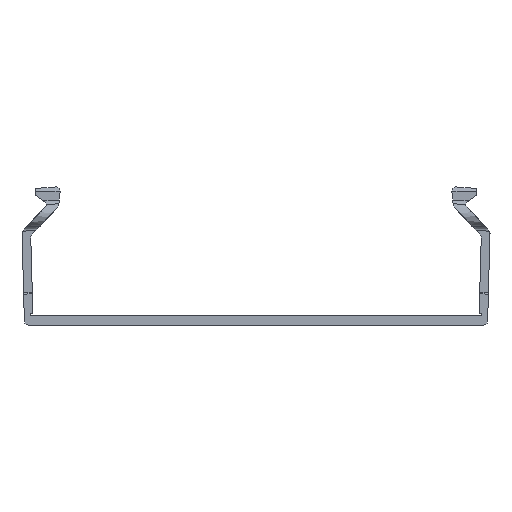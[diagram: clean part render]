
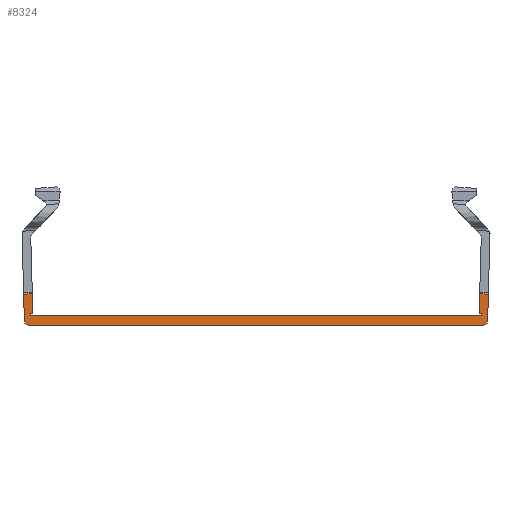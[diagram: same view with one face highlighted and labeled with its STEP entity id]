
A CAD part, left-side view. The second image highlights one B-rep face of the part: STEP entity #8324.
In plain terms, the highlighted planar face has unit normal (-1, 0, 0).
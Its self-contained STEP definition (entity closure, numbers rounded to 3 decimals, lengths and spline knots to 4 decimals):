
#8324=ADVANCED_FACE('',(#17498),#14183,.T.);
#14183=PLANE('',#120225);
#17498=FACE_OUTER_BOUND('',#23488,.T.);
#23488=EDGE_LOOP('',(#35422,#35423,#35424,#35425,#35426,#35427,#35428,#35429,
#35430,#35431,#35432,#35433,#35434,#35435));
#30210=CIRCLE('',#120223,0.03);
#30211=CIRCLE('',#120224,0.03);
#35422=ORIENTED_EDGE('',*,*,#80259,.F.);
#35423=ORIENTED_EDGE('',*,*,#83084,.T.);
#35424=ORIENTED_EDGE('',*,*,#80122,.T.);
#35425=ORIENTED_EDGE('',*,*,#83085,.F.);
#35426=ORIENTED_EDGE('',*,*,#83086,.T.);
#35427=ORIENTED_EDGE('',*,*,#83087,.F.);
#35428=ORIENTED_EDGE('',*,*,#81996,.F.);
#35429=ORIENTED_EDGE('',*,*,#83088,.T.);
#35430=ORIENTED_EDGE('',*,*,#81849,.T.);
#35431=ORIENTED_EDGE('',*,*,#83089,.F.);
#35432=ORIENTED_EDGE('',*,*,#83090,.T.);
#35433=ORIENTED_EDGE('',*,*,#83091,.F.);
#35434=ORIENTED_EDGE('',*,*,#83092,.F.);
#35435=ORIENTED_EDGE('',*,*,#83093,.T.);
#68142=VERTEX_POINT('',#166148);
#68143=VERTEX_POINT('',#166150);
#68275=VERTEX_POINT('',#166441);
#68276=VERTEX_POINT('',#166443);
#69738=VERTEX_POINT('',#170201);
#69739=VERTEX_POINT('',#170203);
#69881=VERTEX_POINT('',#170515);
#69882=VERTEX_POINT('',#170517);
#70846=VERTEX_POINT('',#173244);
#70847=VERTEX_POINT('',#173246);
#70848=VERTEX_POINT('',#173250);
#70849=VERTEX_POINT('',#173252);
#70850=VERTEX_POINT('',#173254);
#70851=VERTEX_POINT('',#173256);
#80122=EDGE_CURVE('',#68143,#68142,#97931,.T.);
#80259=EDGE_CURVE('',#68275,#68276,#98018,.T.);
#81849=EDGE_CURVE('',#69739,#69738,#98948,.T.);
#81996=EDGE_CURVE('',#69881,#69882,#99043,.T.);
#83084=EDGE_CURVE('',#68275,#68143,#99642,.T.);
#83085=EDGE_CURVE('',#70846,#68142,#30210,.T.);
#83086=EDGE_CURVE('',#70846,#70847,#99643,.T.);
#83087=EDGE_CURVE('',#69882,#70847,#30211,.T.);
#83088=EDGE_CURVE('',#69881,#69739,#99644,.T.);
#83089=EDGE_CURVE('',#70848,#69738,#99645,.T.);
#83090=EDGE_CURVE('',#70848,#70849,#99646,.T.);
#83091=EDGE_CURVE('',#70850,#70849,#99647,.T.);
#83092=EDGE_CURVE('',#70851,#70850,#99648,.T.);
#83093=EDGE_CURVE('',#70851,#68276,#99649,.T.);
#97931=LINE('',#166149,#108481);
#98018=LINE('',#166442,#108568);
#98948=LINE('',#170202,#109498);
#99043=LINE('',#170516,#109593);
#99642=LINE('',#173242,#110192);
#99643=LINE('',#173245,#110193);
#99644=LINE('',#173248,#110194);
#99645=LINE('',#173249,#110195);
#99646=LINE('',#173251,#110196);
#99647=LINE('',#173253,#110197);
#99648=LINE('',#173255,#110198);
#99649=LINE('',#173257,#110199);
#108481=VECTOR('',#131328,1.);
#108568=VECTOR('',#131521,1.);
#109498=VECTOR('',#133871,1.);
#109593=VECTOR('',#134078,1.);
#110192=VECTOR('',#135749,1.);
#110193=VECTOR('',#135752,1.);
#110194=VECTOR('',#135755,1.);
#110195=VECTOR('',#135756,1.);
#110196=VECTOR('',#135757,1.);
#110197=VECTOR('',#135758,1.);
#110198=VECTOR('',#135759,1.);
#110199=VECTOR('',#135760,1.);
#120223=AXIS2_PLACEMENT_3D('',#173243,#135750,#135751);
#120224=AXIS2_PLACEMENT_3D('',#173247,#135753,#135754);
#120225=AXIS2_PLACEMENT_3D('',#173258,#135761,#135762);
#131328=DIRECTION('',(0.,-0.027,-1.));
#131521=DIRECTION('',(0.,-0.027,-1.));
#133871=DIRECTION('',(0.,0.027,-1.));
#134078=DIRECTION('',(0.,0.027,-1.));
#135749=DIRECTION('',(0.,1.,-0.027));
#135750=DIRECTION('',(1.,0.,0.));
#135751=DIRECTION('',(0.,1.,0.));
#135752=DIRECTION('',(0.,-1.,0.));
#135753=DIRECTION('',(1.,0.,0.));
#135754=DIRECTION('',(0.,1.,0.));
#135755=DIRECTION('',(0.,1.,0.027));
#135756=DIRECTION('',(0.,0.995,-0.1));
#135757=DIRECTION('',(0.,0.027,-1.));
#135758=DIRECTION('',(0.,-1.,0.));
#135759=DIRECTION('',(0.,-0.027,-1.));
#135760=DIRECTION('',(0.,-0.995,-0.1));
#135761=DIRECTION('',(-1.,0.,0.));
#135762=DIRECTION('',(0.,0.,1.));
#166148=CARTESIAN_POINT('',(4.,1.6356,0.0292));
#166149=CARTESIAN_POINT('',(4.,1.6522,0.6457));
#166150=CARTESIAN_POINT('',(4.,1.6407,0.2187));
#166441=CARTESIAN_POINT('',(4.,1.5794,0.2204));
#166442=CARTESIAN_POINT('',(4.,1.59,0.6143));
#166443=CARTESIAN_POINT('',(4.,1.5757,0.0813));
#170201=CARTESIAN_POINT('',(4.,-1.5757,0.0813));
#170202=CARTESIAN_POINT('',(4.,-1.59,0.6143));
#170203=CARTESIAN_POINT('',(4.,-1.5794,0.2204));
#170515=CARTESIAN_POINT('',(4.,-1.6407,0.2187));
#170516=CARTESIAN_POINT('',(4.,-1.6522,0.6457));
#170517=CARTESIAN_POINT('',(4.,-1.6356,0.0292));
#173242=CARTESIAN_POINT('',(4.,-1.5684,0.3054));
#173243=CARTESIAN_POINT('',(4.,1.6056,0.03));
#173244=CARTESIAN_POINT('',(4.,1.6056,0.));
#173245=CARTESIAN_POINT('',(4.,1.6056,0.));
#173246=CARTESIAN_POINT('',(4.,-1.6056,0.));
#173247=CARTESIAN_POINT('',(4.,-1.6056,0.03));
#173248=CARTESIAN_POINT('',(4.,-1.5494,0.2212));
#173249=CARTESIAN_POINT('',(4.,-1.5902,0.0827));
#173250=CARTESIAN_POINT('',(4.,-1.5902,0.0827));
#173251=CARTESIAN_POINT('',(4.,-1.5902,0.0827));
#173252=CARTESIAN_POINT('',(4.,-1.5897,0.065));
#173253=CARTESIAN_POINT('',(4.,1.5897,0.065));
#173254=CARTESIAN_POINT('',(4.,1.5897,0.065));
#173255=CARTESIAN_POINT('',(4.,1.5902,0.0827));
#173256=CARTESIAN_POINT('',(4.,1.5902,0.0827));
#173257=CARTESIAN_POINT('',(4.,1.5902,0.0827));
#173258=CARTESIAN_POINT('',(4.,-1.5601,0.6151));
